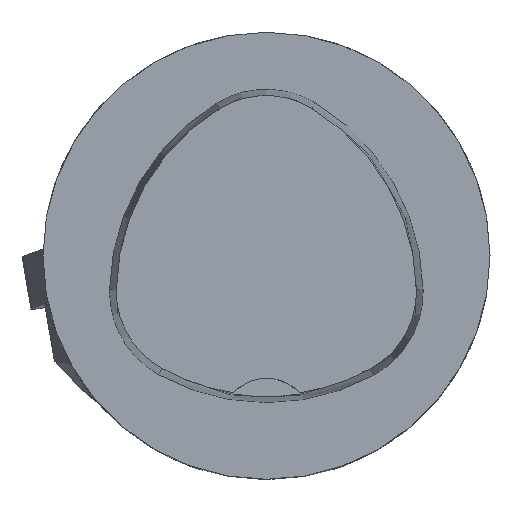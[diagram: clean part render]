
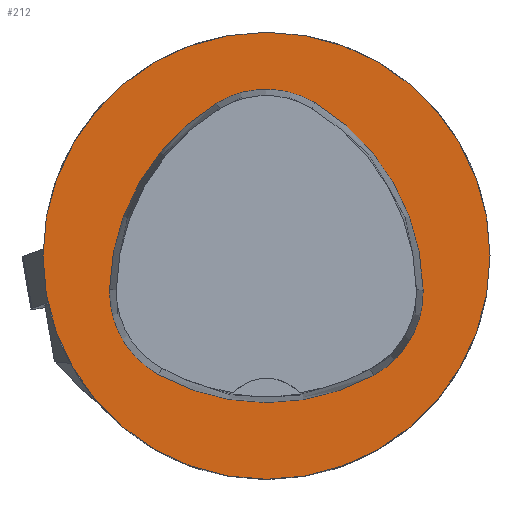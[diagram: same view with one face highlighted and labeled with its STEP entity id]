
A CAD part, top view. The second image highlights one B-rep face of the part: STEP entity #212.
In plain terms, the highlighted planar face has unit normal (0, 0, 1).
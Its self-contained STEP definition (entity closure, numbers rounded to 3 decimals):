
#212=ADVANCED_FACE('',(#427,#428),#257,.T.);
#257=PLANE('',#1203);
#427=FACE_BOUND('',#473,.T.);
#428=FACE_BOUND('',#474,.T.);
#473=EDGE_LOOP('',(#660,#661,#662,#663,#664,#665));
#474=EDGE_LOOP('',(#666));
#660=ORIENTED_EDGE('',*,*,#972,.T.);
#661=ORIENTED_EDGE('',*,*,#952,.T.);
#662=ORIENTED_EDGE('',*,*,#956,.T.);
#663=ORIENTED_EDGE('',*,*,#959,.T.);
#664=ORIENTED_EDGE('',*,*,#962,.T.);
#665=ORIENTED_EDGE('',*,*,#970,.T.);
#666=ORIENTED_EDGE('',*,*,#975,.F.);
#841=VERTEX_POINT('',#1844);
#842=VERTEX_POINT('',#1845);
#845=VERTEX_POINT('',#1853);
#847=VERTEX_POINT('',#1859);
#849=VERTEX_POINT('',#1865);
#856=VERTEX_POINT('',#1886);
#857=VERTEX_POINT('',#1896);
#952=EDGE_CURVE('',#841,#842,#1037,.T.);
#956=EDGE_CURVE('',#842,#845,#1039,.T.);
#959=EDGE_CURVE('',#845,#847,#1041,.T.);
#962=EDGE_CURVE('',#847,#849,#1043,.T.);
#970=EDGE_CURVE('',#849,#856,#1047,.T.);
#972=EDGE_CURVE('',#856,#841,#1049,.T.);
#975=EDGE_CURVE('',#857,#857,#1052,.T.);
#1037=CIRCLE('',#1180,20.);
#1039=CIRCLE('',#1183,8.5);
#1041=CIRCLE('',#1186,20.);
#1043=CIRCLE('',#1189,8.5);
#1047=CIRCLE('',#1194,20.);
#1049=CIRCLE('',#1197,8.5);
#1052=CIRCLE('',#1202,20.);
#1180=AXIS2_PLACEMENT_3D('',#1843,#1392,#1393);
#1183=AXIS2_PLACEMENT_3D('',#1852,#1400,#1401);
#1186=AXIS2_PLACEMENT_3D('',#1858,#1407,#1408);
#1189=AXIS2_PLACEMENT_3D('',#1864,#1414,#1415);
#1194=AXIS2_PLACEMENT_3D('',#1887,#1426,#1427);
#1197=AXIS2_PLACEMENT_3D('',#1890,#1432,#1433);
#1202=AXIS2_PLACEMENT_3D('',#1895,#1442,#1443);
#1203=AXIS2_PLACEMENT_3D('',#1897,#1444,#1445);
#1392=DIRECTION('',(0.,0.,-1.));
#1393=DIRECTION('',(-1.,0.,0.));
#1400=DIRECTION('',(0.,0.,-1.));
#1401=DIRECTION('',(-1.,0.,0.));
#1407=DIRECTION('',(0.,0.,-1.));
#1408=DIRECTION('',(-1.,0.,0.));
#1414=DIRECTION('',(0.,0.,-1.));
#1415=DIRECTION('',(-1.,0.,0.));
#1426=DIRECTION('',(0.,0.,-1.));
#1427=DIRECTION('',(-1.,0.,0.));
#1432=DIRECTION('',(0.,0.,-1.));
#1433=DIRECTION('',(-1.,0.,0.));
#1442=DIRECTION('',(0.,0.,-1.));
#1443=DIRECTION('',(-1.,0.,0.));
#1444=DIRECTION('',(0.,0.,1.));
#1445=DIRECTION('',(1.,0.,0.));
#1843=CARTESIAN_POINT('',(5.955,-3.414,0.));
#1844=CARTESIAN_POINT('',(-14.041,-3.042,0.));
#1845=CARTESIAN_POINT('',(-4.472,13.653,0.));
#1852=CARTESIAN_POINT('',(-0.04,6.4,0.));
#1853=CARTESIAN_POINT('',(4.347,13.68,0.));
#1858=CARTESIAN_POINT('',(-5.976,-3.45,0.));
#1859=CARTESIAN_POINT('',(14.021,-3.075,0.));
#1864=CARTESIAN_POINT('',(5.522,-3.235,0.));
#1865=CARTESIAN_POINT('',(9.588,-10.699,0.));
#1886=CARTESIAN_POINT('',(-9.655,-10.639,0.));
#1887=CARTESIAN_POINT('',(0.022,6.864,0.));
#1890=CARTESIAN_POINT('',(-5.543,-3.2,0.));
#1895=CARTESIAN_POINT('',(0.,0.,
0.));
#1896=CARTESIAN_POINT('',(-20.,0.,0.));
#1897=CARTESIAN_POINT('',(0.,0.,
0.));
